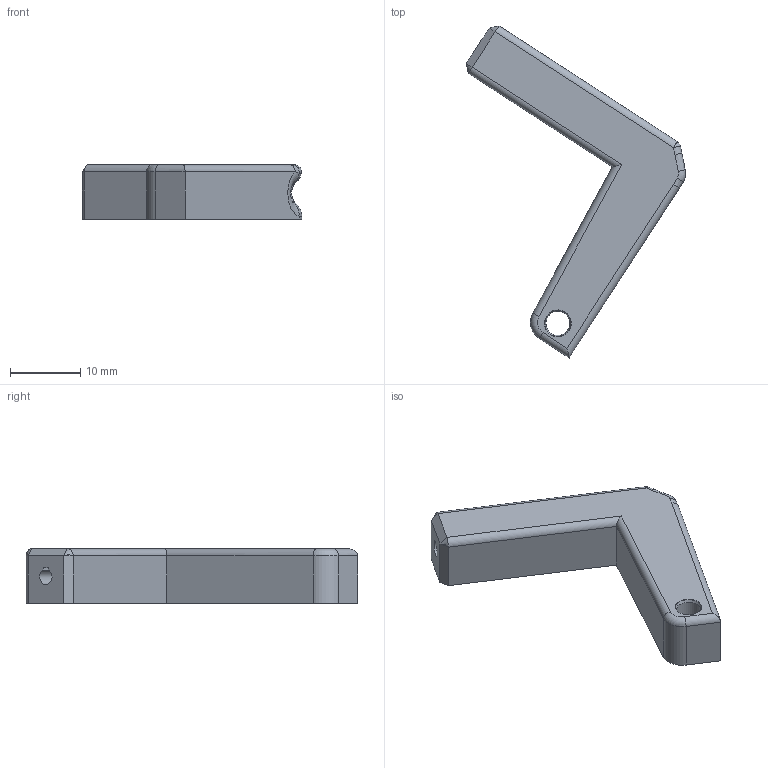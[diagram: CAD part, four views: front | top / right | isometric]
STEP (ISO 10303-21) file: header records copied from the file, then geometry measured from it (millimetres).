
FILE_DESCRIPTION(('FreeCAD Model'),'2;1');
FILE_NAME('mmu2-s-holder-a.step', '2018-08-28T17:07:50',('Author'),(''), 'Open CASCADE STEP processor 6.8','FreeCAD','Unknown');
FILE_SCHEMA(('AUTOMOTIVE_DESIGN_CC2 { 1 2 10303 214 -1 1 5 4 }'));
Length unit declared in the file: millimetre
Products named in the file (1): s-holder-a
Bounding box: 31.16 x 47.12 x 7.7 mm (x, y, z)
Volume: 3565.1 mm3; surface area: 2246.4 mm2
Topology: 1 solids, 1 shells, 44 faces, 106 edges, 61 vertices
Faces by surface type: plane 16, cylinder 12, cone 6, bspline 4, torus 3, sphere 3
Full cylindrical faces by diameter (mm): 3.4 x1
Entity records: 5465 total; most frequent: CARTESIAN_POINT 3537, DIRECTION 301, ORIENTED_EDGE 208, PCURVE 208, DEFINITIONAL_REPRESENTATION 208, LINE 131, VECTOR 131, B_SPLINE_CURVE_WITH_KNOTS 128
